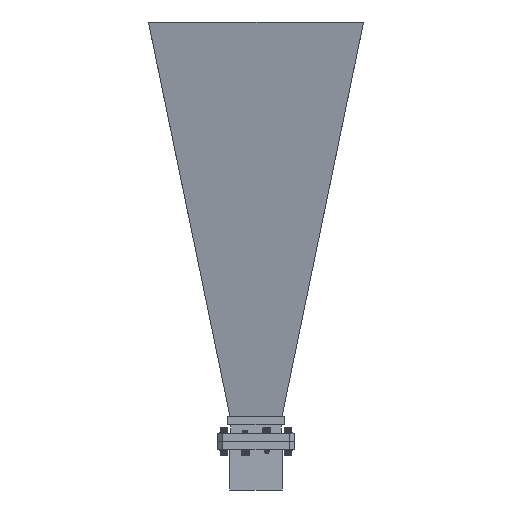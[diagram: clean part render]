
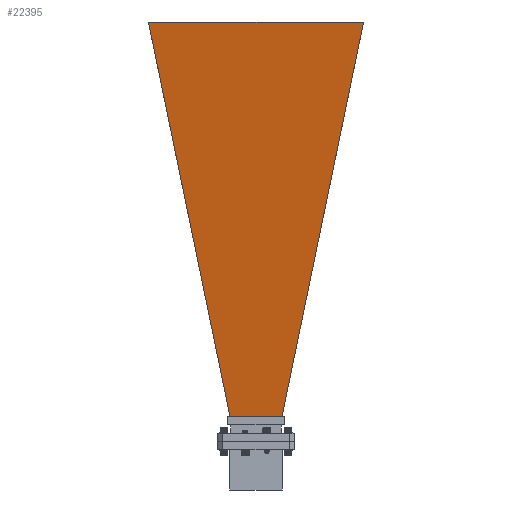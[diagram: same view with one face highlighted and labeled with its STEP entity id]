
A CAD part, front view. The second image highlights one B-rep face of the part: STEP entity #22395.
In plain terms, the highlighted face is planar.
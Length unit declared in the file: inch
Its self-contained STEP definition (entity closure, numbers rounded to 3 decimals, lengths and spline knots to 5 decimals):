
#98 = ORIENTED_EDGE ( 'NONE', *, *, #7014, .T. ) ;
#362 = EDGE_LOOP ( 'NONE', ( #98, #14585, #5811, #13331 ) ) ;
#898 = VECTOR ( 'NONE', #21364, 39.37008 ) ;
#2479 = VERTEX_POINT ( 'NONE', #19036 ) ;
#2535 = CARTESIAN_POINT ( 'NONE',  ( -3.2202, 12.06129, 2.347 ) ) ;
#3095 = DIRECTION ( 'NONE',  ( 0.2, -0.966, -0.161 ) ) ;
#3194 = VERTEX_POINT ( 'NONE', #2535 ) ;
#3295 = CARTESIAN_POINT ( 'NONE',  ( -0.778, 0.25, 0.37446 ) ) ;
#3310 = VECTOR ( 'NONE', #15601, 39.37008 ) ;
#4386 = FACE_OUTER_BOUND ( 'NONE', #362, .T. ) ;
#5118 = CARTESIAN_POINT ( 'NONE',  ( -14.18341, 0.25, 0.37446 ) ) ;
#5470 = VECTOR ( 'NONE', #17159, 39.37008 ) ;
#5811 = ORIENTED_EDGE ( 'NONE', *, *, #14203, .T. ) ;
#6093 = DIRECTION ( 'NONE',  ( 0., -0.986, -0.165 ) ) ;
#7014 = EDGE_CURVE ( 'NONE', #16107, #2479, #13364, .T. ) ;
#7438 = CARTESIAN_POINT ( 'NONE',  ( -14.18341, 12.06129, 2.347 ) ) ;
#7491 = AXIS2_PLACEMENT_3D ( 'NONE', #24083, #24203, #6093 ) ;
#7921 = PLANE ( 'NONE',  #7491 ) ;
#9121 = LINE ( 'NONE', #7438, #3310 ) ;
#10617 = LINE ( 'NONE', #24467, #22711 ) ;
#13226 = CARTESIAN_POINT ( 'NONE',  ( 1.31331, 2.83892, 0.80682 ) ) ;
#13331 = ORIENTED_EDGE ( 'NONE', *, *, #24912, .T. ) ;
#13364 = LINE ( 'NONE', #13226, #898 ) ;
#14203 = EDGE_CURVE ( 'NONE', #3194, #19310, #10617, .T. ) ;
#14585 = ORIENTED_EDGE ( 'NONE', *, *, #18633, .F. ) ;
#15601 = DIRECTION ( 'NONE',  ( 1., 0., 0. ) ) ;
#16107 = VERTEX_POINT ( 'NONE', #17101 ) ;
#17101 = CARTESIAN_POINT ( 'NONE',  ( 0.778, 0.25, 0.37446 ) ) ;
#17159 = DIRECTION ( 'NONE',  ( 1., 0., 0. ) ) ;
#18633 = EDGE_CURVE ( 'NONE', #3194, #2479, #9121, .T. ) ;
#19036 = CARTESIAN_POINT ( 'NONE',  ( 3.2202, 12.06129, 2.347 ) ) ;
#19310 = VERTEX_POINT ( 'NONE', #3295 ) ;
#21364 = DIRECTION ( 'NONE',  ( 0.2, 0.966, 0.161 ) ) ;
#22395 = ADVANCED_FACE ( 'NONE', ( #4386 ), #7921, .T. ) ;
#22711 = VECTOR ( 'NONE', #3095, 39.37008 ) ;
#22861 = LINE ( 'NONE', #5118, #5470 ) ;
#24083 = CARTESIAN_POINT ( 'NONE',  ( -14.18341, 0.25, 0.37446 ) ) ;
#24203 = DIRECTION ( 'NONE',  ( 0., -0.165, 0.986 ) ) ;
#24467 = CARTESIAN_POINT ( 'NONE',  ( -1.31331, 2.83892, 0.80682 ) ) ;
#24912 = EDGE_CURVE ( 'NONE', #19310, #16107, #22861, .T. ) ;
